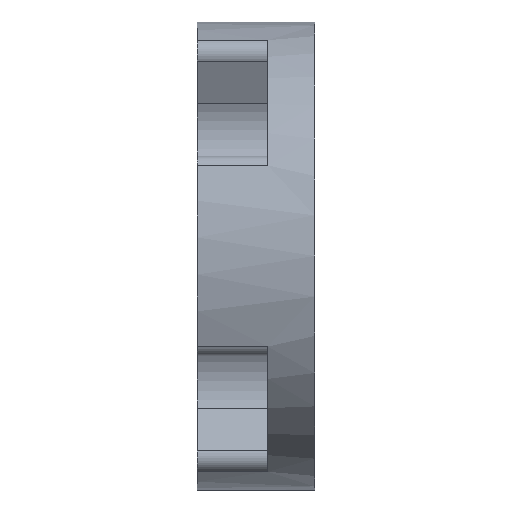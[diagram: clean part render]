
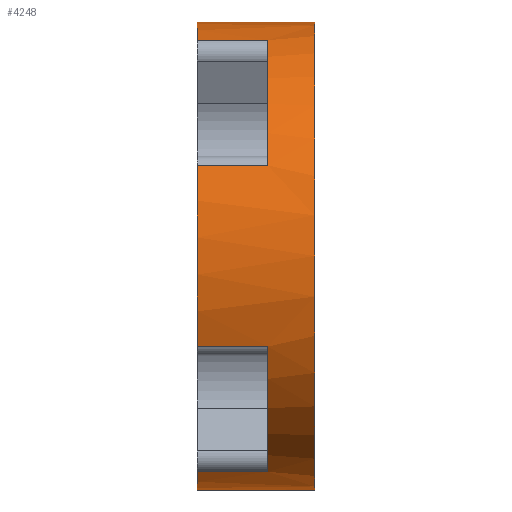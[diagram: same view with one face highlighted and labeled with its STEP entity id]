
A CAD part, left-side view. The second image highlights one B-rep face of the part: STEP entity #4248.
In plain terms, the highlighted cylindrical face has radius 12.696 mm (diameter 25.392 mm), a partial arc.
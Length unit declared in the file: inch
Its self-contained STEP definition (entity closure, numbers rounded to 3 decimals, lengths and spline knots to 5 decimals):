
#265 = ORIENTED_EDGE ( 'NONE', *, *, #5490, .F. ) ;
#358 = CARTESIAN_POINT ( 'NONE',  ( 0., 0.25, 0. ) ) ;
#485 = ORIENTED_EDGE ( 'NONE', *, *, #8472, .T. ) ;
#613 = LINE ( 'NONE', #10369, #1602 ) ;
#618 = VERTEX_POINT ( 'NONE', #6483 ) ;
#766 = DIRECTION ( 'NONE',  ( 0., -1., 0. ) ) ;
#814 = EDGE_CURVE ( 'NONE', #7880, #8485, #5402, .T. ) ;
#948 = EDGE_CURVE ( 'NONE', #3189, #6561, #9933, .T. ) ;
#1147 = ORIENTED_EDGE ( 'NONE', *, *, #8854, .T. ) ;
#1153 = DIRECTION ( 'NONE',  ( 0., 1., 0. ) ) ;
#1267 = DIRECTION ( 'NONE',  ( 0., 1., 0. ) ) ;
#1350 = DIRECTION ( 'NONE',  ( 0., 0., 1. ) ) ;
#1381 = EDGE_CURVE ( 'NONE', #11198, #618, #8902, .T. ) ;
#1602 = VECTOR ( 'NONE', #5016, 39.37008 ) ;
#1817 = ORIENTED_EDGE ( 'NONE', *, *, #8810, .F. ) ;
#1877 = DIRECTION ( 'NONE',  ( 0., 0., -1. ) ) ;
#1902 = CARTESIAN_POINT ( 'NONE',  ( 0., 0.25, -0.49985 ) ) ;
#2252 = VERTEX_POINT ( 'NONE', #7334 ) ;
#2735 = CIRCLE ( 'NONE', #4903, 0.49985 ) ;
#2789 = ORIENTED_EDGE ( 'NONE', *, *, #814, .T. ) ;
#2983 = DIRECTION ( 'NONE',  ( 0., 1., 0. ) ) ;
#3090 = VERTEX_POINT ( 'NONE', #5611 ) ;
#3189 = VERTEX_POINT ( 'NONE', #8349 ) ;
#3203 = EDGE_CURVE ( 'NONE', #7880, #5426, #5856, .T. ) ;
#3864 = CIRCLE ( 'NONE', #4500, 0.49985 ) ;
#3904 = DIRECTION ( 'NONE',  ( 1., 0., 0. ) ) ;
#3969 = DIRECTION ( 'NONE',  ( 0., 0., 1. ) ) ;
#3985 = FACE_OUTER_BOUND ( 'NONE', #7824, .T. ) ;
#4023 = CARTESIAN_POINT ( 'NONE',  ( 0., 0., 0. ) ) ;
#4107 = LINE ( 'NONE', #5007, #4253 ) ;
#4248 = ADVANCED_FACE ( 'NONE', ( #3985 ), #9059, .T. ) ;
#4253 = VECTOR ( 'NONE', #10511, 39.37008 ) ;
#4380 = VERTEX_POINT ( 'NONE', #4921 ) ;
#4430 = DIRECTION ( 'NONE',  ( 0., 0., 1. ) ) ;
#4500 = AXIS2_PLACEMENT_3D ( 'NONE', #4853, #6024, #3969 ) ;
#4718 = CIRCLE ( 'NONE', #6484, 0.49985 ) ;
#4741 = EDGE_CURVE ( 'NONE', #11198, #3090, #5820, .T. ) ;
#4853 = CARTESIAN_POINT ( 'NONE',  ( 0., 0.25, 0. ) ) ;
#4903 = AXIS2_PLACEMENT_3D ( 'NONE', #7708, #6867, #11262 ) ;
#4921 = CARTESIAN_POINT ( 'NONE',  ( 0., 0., 0.49985 ) ) ;
#5007 = CARTESIAN_POINT ( 'NONE',  ( -0.46086, 0.25, -0.19354 ) ) ;
#5016 = DIRECTION ( 'NONE',  ( 0., -1., 0. ) ) ;
#5035 = CARTESIAN_POINT ( 'NONE',  ( -0.46086, 0.1, -0.19354 ) ) ;
#5388 = CARTESIAN_POINT ( 'NONE',  ( -0.19354, 0.1, -0.46086 ) ) ;
#5402 = LINE ( 'NONE', #6865, #7916 ) ;
#5426 = VERTEX_POINT ( 'NONE', #5035 ) ;
#5441 = CIRCLE ( 'NONE', #10926, 0.49985 ) ;
#5487 = CARTESIAN_POINT ( 'NONE',  ( -0.19354, 0.25, 0.46086 ) ) ;
#5490 = EDGE_CURVE ( 'NONE', #6945, #3090, #2735, .T. ) ;
#5548 = VERTEX_POINT ( 'NONE', #6133 ) ;
#5611 = CARTESIAN_POINT ( 'NONE',  ( -0.19354, 0.1, 0.46086 ) ) ;
#5700 = ORIENTED_EDGE ( 'NONE', *, *, #11392, .T. ) ;
#5820 = LINE ( 'NONE', #6168, #9046 ) ;
#5852 = DIRECTION ( 'NONE',  ( 0., 1., 0. ) ) ;
#5856 = CIRCLE ( 'NONE', #10562, 0.49985 ) ;
#5860 = LINE ( 'NONE', #10037, #10531 ) ;
#6024 = DIRECTION ( 'NONE',  ( 0., 1., 0. ) ) ;
#6133 = CARTESIAN_POINT ( 'NONE',  ( -0.46086, 0.25, 0.19354 ) ) ;
#6168 = CARTESIAN_POINT ( 'NONE',  ( -0.19354, 0.25, 0.46086 ) ) ;
#6281 = ORIENTED_EDGE ( 'NONE', *, *, #4741, .T. ) ;
#6483 = CARTESIAN_POINT ( 'NONE',  ( 0., 0.25, 0.49985 ) ) ;
#6484 = AXIS2_PLACEMENT_3D ( 'NONE', #7028, #8922, #4430 ) ;
#6561 = VERTEX_POINT ( 'NONE', #9883 ) ;
#6693 = CARTESIAN_POINT ( 'NONE',  ( -0.46086, 0.1, 0.19354 ) ) ;
#6865 = CARTESIAN_POINT ( 'NONE',  ( -0.19354, 0.25, -0.46086 ) ) ;
#6867 = DIRECTION ( 'NONE',  ( 0., 1., 0. ) ) ;
#6897 = DIRECTION ( 'NONE',  ( 0., 1., 0. ) ) ;
#6945 = VERTEX_POINT ( 'NONE', #6693 ) ;
#7028 = CARTESIAN_POINT ( 'NONE',  ( 0., 0.25, 0. ) ) ;
#7087 = ORIENTED_EDGE ( 'NONE', *, *, #1381, .F. ) ;
#7279 = DIRECTION ( 'NONE',  ( 0., -1., 0. ) ) ;
#7334 = CARTESIAN_POINT ( 'NONE',  ( -0.46086, 0.25, -0.19354 ) ) ;
#7387 = DIRECTION ( 'NONE',  ( 0., -1., 0. ) ) ;
#7490 = CARTESIAN_POINT ( 'NONE',  ( 0., 0.1, 0. ) ) ;
#7708 = CARTESIAN_POINT ( 'NONE',  ( 0., 0.1, 0. ) ) ;
#7822 = ORIENTED_EDGE ( 'NONE', *, *, #3203, .F. ) ;
#7824 = EDGE_LOOP ( 'NONE', ( #1817, #7087, #6281, #265, #1147, #9669, #5700, #7822, #2789, #10362, #11113, #485 ) ) ;
#7880 = VERTEX_POINT ( 'NONE', #5388 ) ;
#7916 = VECTOR ( 'NONE', #6897, 39.37008 ) ;
#8349 = CARTESIAN_POINT ( 'NONE',  ( 0., 0.25, -0.49985 ) ) ;
#8472 = EDGE_CURVE ( 'NONE', #6561, #4380, #5441, .T. ) ;
#8485 = VERTEX_POINT ( 'NONE', #10252 ) ;
#8810 = EDGE_CURVE ( 'NONE', #618, #4380, #613, .T. ) ;
#8854 = EDGE_CURVE ( 'NONE', #6945, #5548, #5860, .T. ) ;
#8902 = CIRCLE ( 'NONE', #8950, 0.49985 ) ;
#8922 = DIRECTION ( 'NONE',  ( 0., 1., 0. ) ) ;
#8950 = AXIS2_PLACEMENT_3D ( 'NONE', #358, #1267, #11275 ) ;
#9046 = VECTOR ( 'NONE', #766, 39.37008 ) ;
#9059 = CYLINDRICAL_SURFACE ( 'NONE', #9796, 0.49985 ) ;
#9202 = VECTOR ( 'NONE', #7387, 39.37008 ) ;
#9537 = EDGE_CURVE ( 'NONE', #2252, #5548, #3864, .T. ) ;
#9669 = ORIENTED_EDGE ( 'NONE', *, *, #9537, .F. ) ;
#9753 = EDGE_CURVE ( 'NONE', #3189, #8485, #4718, .T. ) ;
#9796 = AXIS2_PLACEMENT_3D ( 'NONE', #10021, #7279, #1877 ) ;
#9883 = CARTESIAN_POINT ( 'NONE',  ( 0., 0., -0.49985 ) ) ;
#9933 = LINE ( 'NONE', #1902, #9202 ) ;
#10021 = CARTESIAN_POINT ( 'NONE',  ( 0., 0.25, 0. ) ) ;
#10037 = CARTESIAN_POINT ( 'NONE',  ( -0.46086, 0.25, 0.19354 ) ) ;
#10252 = CARTESIAN_POINT ( 'NONE',  ( -0.19354, 0.25, -0.46086 ) ) ;
#10362 = ORIENTED_EDGE ( 'NONE', *, *, #9753, .F. ) ;
#10369 = CARTESIAN_POINT ( 'NONE',  ( 0., 0.25, 0.49985 ) ) ;
#10511 = DIRECTION ( 'NONE',  ( 0., -1., 0. ) ) ;
#10531 = VECTOR ( 'NONE', #1153, 39.37008 ) ;
#10562 = AXIS2_PLACEMENT_3D ( 'NONE', #7490, #2983, #3904 ) ;
#10926 = AXIS2_PLACEMENT_3D ( 'NONE', #4023, #5852, #1350 ) ;
#11113 = ORIENTED_EDGE ( 'NONE', *, *, #948, .T. ) ;
#11198 = VERTEX_POINT ( 'NONE', #5487 ) ;
#11262 = DIRECTION ( 'NONE',  ( 0., 0., -1. ) ) ;
#11275 = DIRECTION ( 'NONE',  ( 0., 0., 1. ) ) ;
#11392 = EDGE_CURVE ( 'NONE', #2252, #5426, #4107, .T. ) ;
